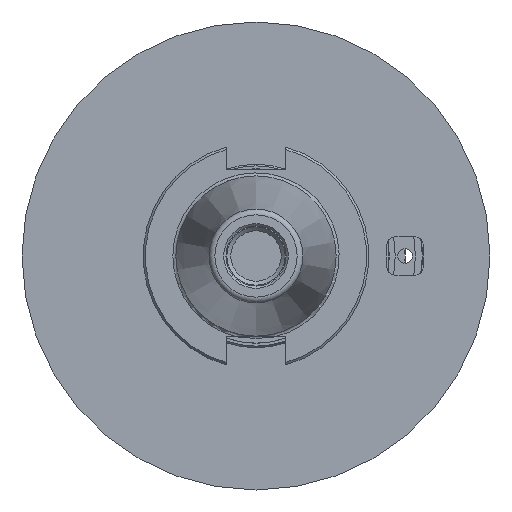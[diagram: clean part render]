
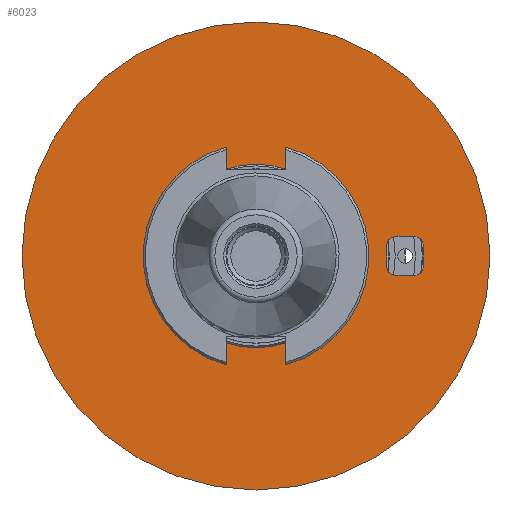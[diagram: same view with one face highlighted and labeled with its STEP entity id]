
A CAD part, left-side view. The second image highlights one B-rep face of the part: STEP entity #6023.
In plain terms, the highlighted planar face has unit normal (-1, 0, 0).
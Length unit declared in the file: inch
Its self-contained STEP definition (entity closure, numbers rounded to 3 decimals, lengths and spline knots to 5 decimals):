
#576=LINE('',#10751,#932);
#577=LINE('',#10755,#933);
#578=LINE('',#10759,#934);
#579=LINE('',#10763,#935);
#932=VECTOR('',#8294,0.31496);
#933=VECTOR('',#8297,0.35433);
#934=VECTOR('',#8300,0.31496);
#935=VECTOR('',#8303,0.35433);
#1185=FACE_BOUND('',#1927,.T.);
#1186=FACE_BOUND('',#1928,.T.);
#1490=FACE_OUTER_BOUND('',#1926,.T.);
#1926=EDGE_LOOP('',(#5178));
#1927=EDGE_LOOP('',(#5179,#5180,#5181,#5182,#5183,#5184,#5185,#5186));
#1928=EDGE_LOOP('',(#5187));
#2267=CIRCLE('',#6718,4.01575);
#2268=CIRCLE('',#6720,0.15748);
#2269=CIRCLE('',#6721,0.15748);
#2270=CIRCLE('',#6722,0.15748);
#2271=CIRCLE('',#6723,0.15748);
#2272=CIRCLE('',#6724,1.5748);
#2810=VERTEX_POINT('',#10745);
#2811=VERTEX_POINT('',#10749);
#2812=VERTEX_POINT('',#10750);
#2813=VERTEX_POINT('',#10752);
#2814=VERTEX_POINT('',#10754);
#2815=VERTEX_POINT('',#10756);
#2816=VERTEX_POINT('',#10758);
#2817=VERTEX_POINT('',#10760);
#2818=VERTEX_POINT('',#10762);
#2819=VERTEX_POINT('',#10765);
#3619=EDGE_CURVE('',#2810,#2810,#2267,.T.);
#3621=EDGE_CURVE('',#2811,#2812,#576,.T.);
#3622=EDGE_CURVE('',#2811,#2813,#2268,.T.);
#3623=EDGE_CURVE('',#2814,#2813,#577,.T.);
#3624=EDGE_CURVE('',#2814,#2815,#2269,.T.);
#3625=EDGE_CURVE('',#2816,#2815,#578,.T.);
#3626=EDGE_CURVE('',#2816,#2817,#2270,.T.);
#3627=EDGE_CURVE('',#2818,#2817,#579,.T.);
#3628=EDGE_CURVE('',#2818,#2812,#2271,.T.);
#3629=EDGE_CURVE('',#2819,#2819,#2272,.T.);
#5178=ORIENTED_EDGE('',*,*,#3619,.F.);
#5179=ORIENTED_EDGE('',*,*,#3621,.F.);
#5180=ORIENTED_EDGE('',*,*,#3622,.T.);
#5181=ORIENTED_EDGE('',*,*,#3623,.F.);
#5182=ORIENTED_EDGE('',*,*,#3624,.T.);
#5183=ORIENTED_EDGE('',*,*,#3625,.F.);
#5184=ORIENTED_EDGE('',*,*,#3626,.T.);
#5185=ORIENTED_EDGE('',*,*,#3627,.F.);
#5186=ORIENTED_EDGE('',*,*,#3628,.T.);
#5187=ORIENTED_EDGE('',*,*,#3629,.T.);
#5696=PLANE('',#6719);
#6023=ADVANCED_FACE('',(#1490,#1185,#1186),#5696,.T.);
#6718=AXIS2_PLACEMENT_3D('',#10746,#8289,#8290);
#6719=AXIS2_PLACEMENT_3D('',#10748,#8292,#8293);
#6720=AXIS2_PLACEMENT_3D('',#10753,#8295,#8296);
#6721=AXIS2_PLACEMENT_3D('',#10757,#8298,#8299);
#6722=AXIS2_PLACEMENT_3D('',#10761,#8301,#8302);
#6723=AXIS2_PLACEMENT_3D('',#10764,#8304,#8305);
#6724=AXIS2_PLACEMENT_3D('',#10766,#8306,#8307);
#8289=DIRECTION('center_axis',(1.,0.,0.));
#8290=DIRECTION('ref_axis',(0.,1.,0.));
#8292=DIRECTION('center_axis',(-1.,0.,0.));
#8293=DIRECTION('ref_axis',(0.,0.,1.));
#8294=DIRECTION('',(0.,1.,0.));
#8295=DIRECTION('center_axis',(1.,0.,0.));
#8296=DIRECTION('ref_axis',(0.,0.,1.));
#8297=DIRECTION('',(0.,0.,1.));
#8298=DIRECTION('center_axis',(1.,0.,0.));
#8299=DIRECTION('ref_axis',(0.,-1.,0.));
#8300=DIRECTION('',(0.,-1.,0.));
#8301=DIRECTION('center_axis',(1.,0.,0.));
#8302=DIRECTION('ref_axis',(0.,0.,-1.));
#8303=DIRECTION('',(0.,0.,-1.));
#8304=DIRECTION('center_axis',(1.,0.,0.));
#8305=DIRECTION('ref_axis',(0.,1.,0.));
#8306=DIRECTION('center_axis',(1.,0.,0.));
#8307=DIRECTION('ref_axis',(0.,0.,1.));
#10745=CARTESIAN_POINT('',(-1.12205,-4.01575,0.));
#10746=CARTESIAN_POINT('Origin',(-1.12205,0.,0.));
#10748=CARTESIAN_POINT('Origin',(-1.12205,1.71752,0.));
#10749=CARTESIAN_POINT('',(-1.12205,-2.71654,0.33465));
#10750=CARTESIAN_POINT('',(-1.12205,-2.40157,0.33465));
#10751=CARTESIAN_POINT('',(-1.12205,-2.71654,0.33465));
#10752=CARTESIAN_POINT('',(-1.12205,-2.87402,0.17717));
#10753=CARTESIAN_POINT('Origin',(-1.12205,-2.71654,0.17717));
#10754=CARTESIAN_POINT('',(-1.12205,-2.87402,-0.17717));
#10755=CARTESIAN_POINT('',(-1.12205,-2.87402,-0.17717));
#10756=CARTESIAN_POINT('',(-1.12205,-2.71654,-0.33465));
#10757=CARTESIAN_POINT('Origin',(-1.12205,-2.71654,-0.17717));
#10758=CARTESIAN_POINT('',(-1.12205,-2.40157,-0.33465));
#10759=CARTESIAN_POINT('',(-1.12205,-2.40157,-0.33465));
#10760=CARTESIAN_POINT('',(-1.12205,-2.24409,-0.17717));
#10761=CARTESIAN_POINT('Origin',(-1.12205,-2.40157,-0.17717));
#10762=CARTESIAN_POINT('',(-1.12205,-2.24409,0.17717));
#10763=CARTESIAN_POINT('',(-1.12205,-2.24409,0.17717));
#10764=CARTESIAN_POINT('Origin',(-1.12205,-2.40157,0.17717));
#10765=CARTESIAN_POINT('',(-1.12205,0.,-1.5748));
#10766=CARTESIAN_POINT('Origin',(-1.12205,0.,0.));
